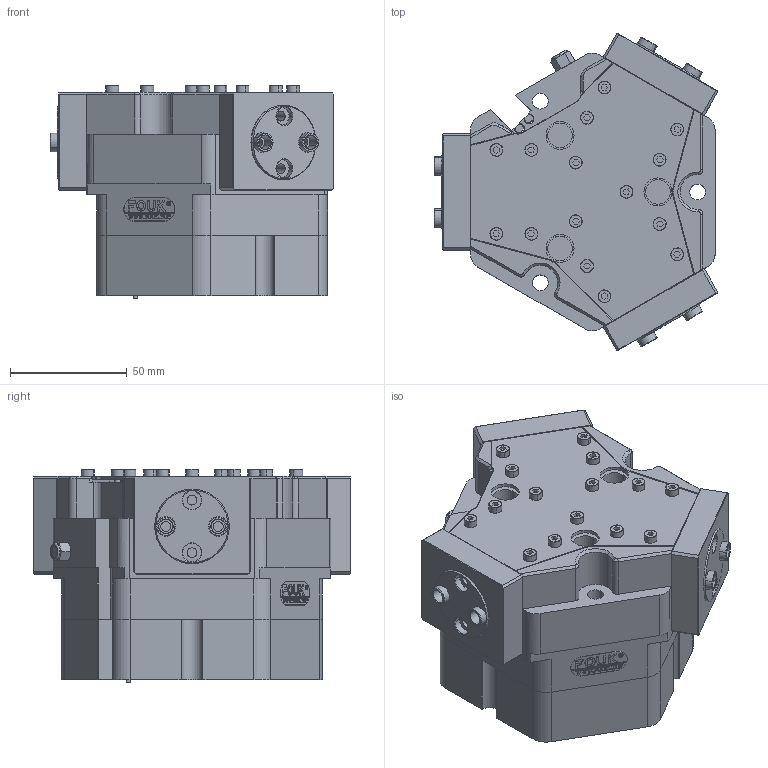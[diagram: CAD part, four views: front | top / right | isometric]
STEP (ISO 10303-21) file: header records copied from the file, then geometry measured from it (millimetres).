
FILE_DESCRIPTION (( 'STEP AP203' ), '1' );
FILE_NAME ('TZF70-NC.STEP', '2026-03-27T04:42:13', ( '' ), ( '' ), 'SwSTEP 2.0', 'SolidWorks 2018', '' );
FILE_SCHEMA (( 'CONFIG_CONTROL_DESIGN' ));
Length unit declared in the file: millimetre
Products named in the file (13): TZF70-01 褲极; 内六角圆柱头螺钉[GBT70_1-2008][M4×12]; 棠羲換覜ん; 25x10-R5; 内六角圆柱头螺钉[GBT70_1-2008][M3×8]; TZF70-NC; TZF70-03 奻葡裔啣; FZ70-125-M-NO-05 赻坶菁裔啣; ﾏ擎ﾗ8｡ﾁ6｡ﾁ6; BSLMM5; TRF45-02 耜猾极.step; TRF45-01 忒硌薊极.step; 内六角圆柱头螺钉[GBT70_1-2008][M5×30]
Assembly tree (41 placements, depth 2):
  TZF70-NC
    TZF70-01 褲极
    TRF45-01 忒硌薊极.step  x3
    TRF45-02 耜猾极.step  x3
    TZF70-03 奻葡裔啣
    内六角圆柱头螺钉[GBT70_1-2008][M3×8]  x15
    内六角圆柱头螺钉[GBT70_1-2008][M4×12]
    ﾏ擎ﾗ8｡ﾁ6｡ﾁ6  x6
    棠羲換覜ん  x2
    25x10-R5
    FZ70-125-M-NO-05 赻坶菁裔啣
    内六角圆柱头螺钉[GBT70_1-2008][M5×30]  x6
    BSLMM5
Bounding box: 121.7 x 136.17 x 91.54 mm (x, y, z)
Volume: 708233.6 mm3; surface area: 145716 mm2
Topology: 41 solids, 41 shells, 1762 faces, 4293 edges, 2711 vertices
Faces by surface type: plane 789, cylinder 470, cone 256, bspline 155, torus 90, sphere 2
Entity records: 43198 total; most frequent: CARTESIAN_POINT 12764, ORIENTED_EDGE 6004, DIRECTION 5576, EDGE_CURVE 3002, VERTEX_POINT 1939, AXIS2_PLACEMENT_3D 1863, LINE 1850, VECTOR 1850
